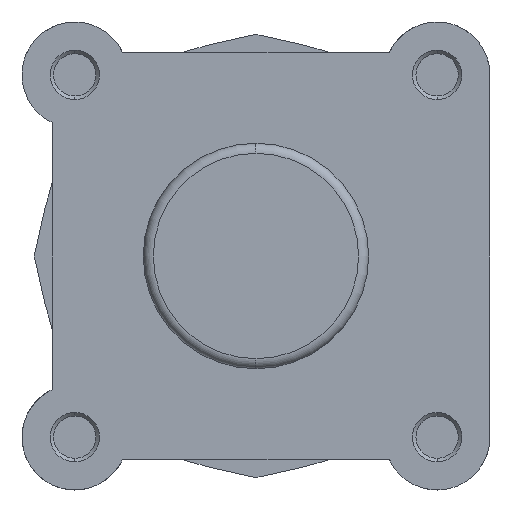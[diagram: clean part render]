
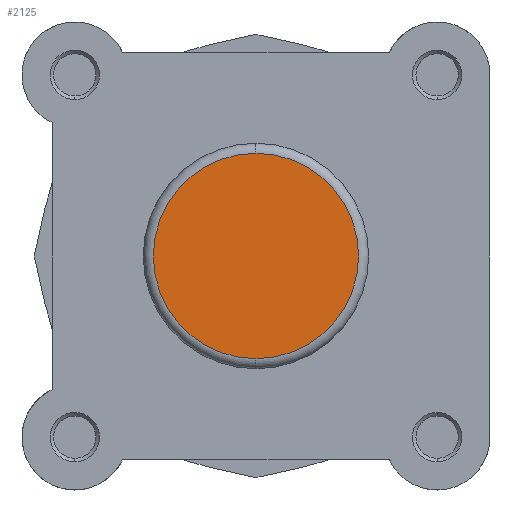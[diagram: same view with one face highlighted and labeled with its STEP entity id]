
A CAD part, left-side view. The second image highlights one B-rep face of the part: STEP entity #2125.
In plain terms, the highlighted planar face has unit normal (-1, 0, 0).
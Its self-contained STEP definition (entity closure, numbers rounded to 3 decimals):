
#214 = VERTEX_POINT ( 'NONE', #481 ) ;
#277 = VERTEX_POINT ( 'NONE', #544 ) ;
#481 = CARTESIAN_POINT ( 'NONE',  ( 0., 0., -20.4 ) ) ;
#544 = CARTESIAN_POINT ( 'NONE',  ( 0., 0., 20.4 ) ) ;
#675 = CARTESIAN_POINT ( 'NONE',  ( 0., 0., 0. ) ) ;
#676 = DIRECTION ( 'NONE',  ( -1., 0., 0. ) ) ;
#677 = DIRECTION ( 'NONE',  ( 0., 0., -1. ) ) ;
#1142 = CARTESIAN_POINT ( 'NONE',  ( 0., 0., 0. ) ) ;
#1151 = DIRECTION ( 'NONE',  ( -1., 0., 0. ) ) ;
#1152 = DIRECTION ( 'NONE',  ( 0., 0., -1. ) ) ;
#1356 = EDGE_CURVE ( 'NONE', #277, #214, #2454, .T. ) ;
#1522 = EDGE_CURVE ( 'NONE', #214, #277, #2667, .T. ) ;
#1637 = AXIS2_PLACEMENT_3D ( 'NONE', #675, #676, #677 ) ;
#1723 = AXIS2_PLACEMENT_3D ( 'NONE', #1142, #1151, #1152 ) ;
#1826 = AXIS2_PLACEMENT_3D ( 'NONE', #4204, #4207, #4208 ) ;
#2125 = ADVANCED_FACE ( 'NONE', ( #2890 ), #4205, .F. ) ;
#2454 = CIRCLE ( 'NONE', #1637, 20.4 ) ;
#2667 = CIRCLE ( 'NONE', #1723, 20.4 ) ;
#2890 = FACE_OUTER_BOUND ( 'NONE', #3780, .T. ) ;
#3347 = ORIENTED_EDGE ( 'NONE', *, *, #1356, .T. ) ;
#3399 = ORIENTED_EDGE ( 'NONE', *, *, #1522, .T. ) ;
#3780 = EDGE_LOOP ( 'NONE', ( #3399, #3347 ) ) ;
#4204 = CARTESIAN_POINT ( 'NONE',  ( 0., 0., 0. ) ) ;
#4205 = PLANE ( 'NONE',  #1826 ) ;
#4207 = DIRECTION ( 'NONE',  ( 1., 0., 0. ) ) ;
#4208 = DIRECTION ( 'NONE',  ( 0., 0., -1. ) ) ;
